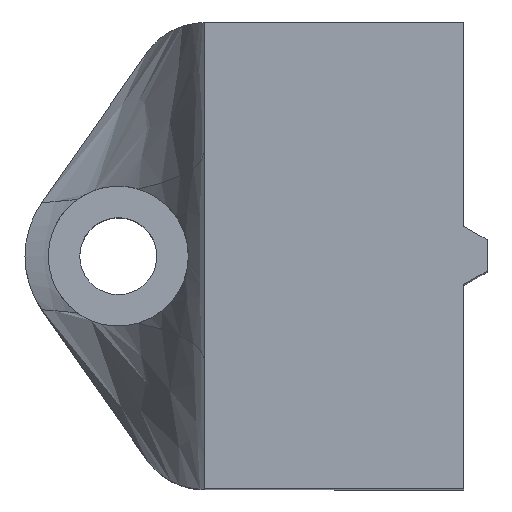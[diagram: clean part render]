
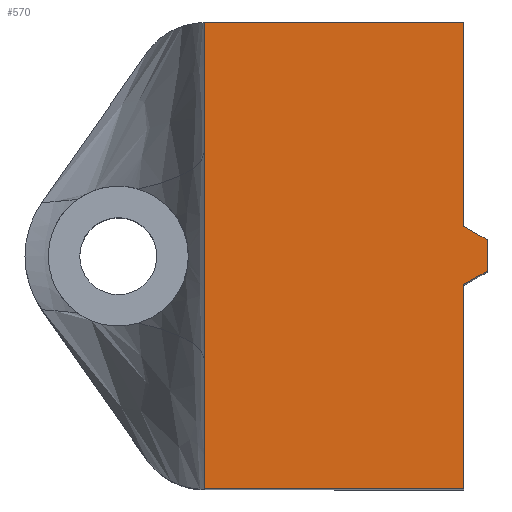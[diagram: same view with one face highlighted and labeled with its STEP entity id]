
A CAD part, top view. The second image highlights one B-rep face of the part: STEP entity #570.
In plain terms, the highlighted planar face has unit normal (0, 0, 1).
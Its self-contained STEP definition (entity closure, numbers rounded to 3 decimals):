
#19 = VERTEX_POINT ( 'NONE', #552 ) ;
#30 = CARTESIAN_POINT ( 'NONE',  ( 1., -0.673, 29.7 ) ) ;
#49 = ORIENTED_EDGE ( 'NONE', *, *, #157, .F. ) ;
#55 = EDGE_CURVE ( 'NONE', #68, #166, #182, .T. ) ;
#62 = CARTESIAN_POINT ( 'NONE',  ( -11.119, -10., 29.7 ) ) ;
#68 = VERTEX_POINT ( 'NONE', #350 ) ;
#73 = VECTOR ( 'NONE', #520, 1000. ) ;
#145 = CARTESIAN_POINT ( 'NONE',  ( 0.541, -0.938, 29.7 ) ) ;
#148 = CARTESIAN_POINT ( 'NONE',  ( -11.119, 10., 29.7 ) ) ;
#157 = EDGE_CURVE ( 'NONE', #19, #664, #780, .T. ) ;
#166 = VERTEX_POINT ( 'NONE', #304 ) ;
#173 = VERTEX_POINT ( 'NONE', #934 ) ;
#179 = DIRECTION ( 'NONE',  ( -1., 0., 0. ) ) ;
#182 = LINE ( 'NONE', #975, #1025 ) ;
#192 = EDGE_CURVE ( 'NONE', #664, #166, #538, .T. ) ;
#195 = VECTOR ( 'NONE', #938, 1000. ) ;
#200 = ORIENTED_EDGE ( 'NONE', *, *, #367, .T. ) ;
#207 = EDGE_CURVE ( 'NONE', #173, #637, #685, .T. ) ;
#208 = DIRECTION ( 'NONE',  ( 0., -1., 0. ) ) ;
#210 = ORIENTED_EDGE ( 'NONE', *, *, #595, .T. ) ;
#219 = AXIS2_PLACEMENT_3D ( 'NONE', #879, #409, #728 ) ;
#224 = EDGE_CURVE ( 'NONE', #173, #19, #366, .T. ) ;
#227 = CARTESIAN_POINT ( 'NONE',  ( 1., 0., 29.7 ) ) ;
#228 = VECTOR ( 'NONE', #857, 1000. ) ;
#233 = DIRECTION ( 'NONE',  ( 0.866, -0.5, 0. ) ) ;
#238 = EDGE_LOOP ( 'NONE', ( #210, #200, #323, #266, #554, #49, #289, #740 ) ) ;
#250 = FACE_OUTER_BOUND ( 'NONE', #238, .T. ) ;
#253 = DIRECTION ( 'NONE',  ( 0., 1., 0. ) ) ;
#262 = DIRECTION ( 'NONE',  ( -1., 0., 0. ) ) ;
#266 = ORIENTED_EDGE ( 'NONE', *, *, #55, .T. ) ;
#289 = ORIENTED_EDGE ( 'NONE', *, *, #224, .F. ) ;
#304 = CARTESIAN_POINT ( 'NONE',  ( 0., -1.25, 29.7 ) ) ;
#323 = ORIENTED_EDGE ( 'NONE', *, *, #712, .F. ) ;
#350 = CARTESIAN_POINT ( 'NONE',  ( 0., -10., 29.7 ) ) ;
#366 = LINE ( 'NONE', #706, #574 ) ;
#367 = EDGE_CURVE ( 'NONE', #1006, #813, #580, .T. ) ;
#409 = DIRECTION ( 'NONE',  ( 0., 0., 1. ) ) ;
#416 = VECTOR ( 'NONE', #208, 1000. ) ;
#420 = CARTESIAN_POINT ( 'NONE',  ( 0., 10., 29.7 ) ) ;
#474 = PLANE ( 'NONE',  #219 ) ;
#520 = DIRECTION ( 'NONE',  ( 0., 1., 0. ) ) ;
#538 = LINE ( 'NONE', #145, #228 ) ;
#552 = CARTESIAN_POINT ( 'NONE',  ( 1., 0.673, 29.7 ) ) ;
#554 = ORIENTED_EDGE ( 'NONE', *, *, #192, .F. ) ;
#570 = ADVANCED_FACE ( 'NONE', ( #250 ), #474, .T. ) ;
#574 = VECTOR ( 'NONE', #233, 1000. ) ;
#580 = LINE ( 'NONE', #683, #416 ) ;
#595 = EDGE_CURVE ( 'NONE', #637, #1006, #989, .T. ) ;
#598 = LINE ( 'NONE', #908, #747 ) ;
#623 = CARTESIAN_POINT ( 'NONE',  ( 0., 0., 29.7 ) ) ;
#635 = VECTOR ( 'NONE', #179, 1000. ) ;
#637 = VERTEX_POINT ( 'NONE', #890 ) ;
#664 = VERTEX_POINT ( 'NONE', #30 ) ;
#683 = CARTESIAN_POINT ( 'NONE',  ( -11.119, 0., 29.7 ) ) ;
#685 = LINE ( 'NONE', #623, #73 ) ;
#706 = CARTESIAN_POINT ( 'NONE',  ( 0.541, 0.938, 29.7 ) ) ;
#712 = EDGE_CURVE ( 'NONE', #68, #813, #598, .T. ) ;
#728 = DIRECTION ( 'NONE',  ( 1., 0., 0. ) ) ;
#740 = ORIENTED_EDGE ( 'NONE', *, *, #207, .T. ) ;
#747 = VECTOR ( 'NONE', #262, 1000. ) ;
#780 = LINE ( 'NONE', #227, #195 ) ;
#813 = VERTEX_POINT ( 'NONE', #62 ) ;
#857 = DIRECTION ( 'NONE',  ( -0.866, -0.5, 0. ) ) ;
#879 = CARTESIAN_POINT ( 'NONE',  ( 0., 0., 29.7 ) ) ;
#890 = CARTESIAN_POINT ( 'NONE',  ( 0., 10., 29.7 ) ) ;
#908 = CARTESIAN_POINT ( 'NONE',  ( 0., -10., 29.7 ) ) ;
#934 = CARTESIAN_POINT ( 'NONE',  ( 0., 1.25, 29.7 ) ) ;
#938 = DIRECTION ( 'NONE',  ( 0., -1., 0. ) ) ;
#975 = CARTESIAN_POINT ( 'NONE',  ( 0., 0., 29.7 ) ) ;
#989 = LINE ( 'NONE', #420, #635 ) ;
#1006 = VERTEX_POINT ( 'NONE', #148 ) ;
#1025 = VECTOR ( 'NONE', #253, 1000. ) ;
